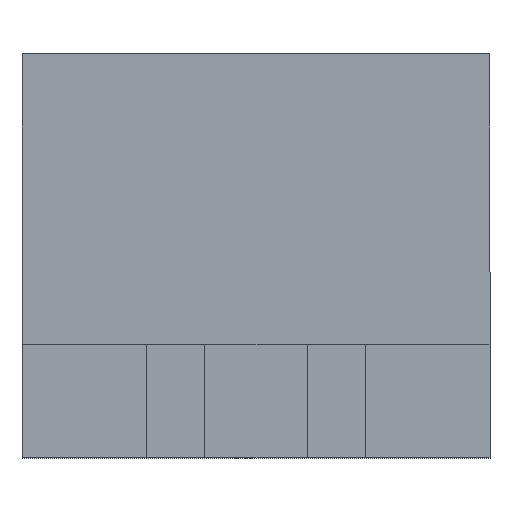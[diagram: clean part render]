
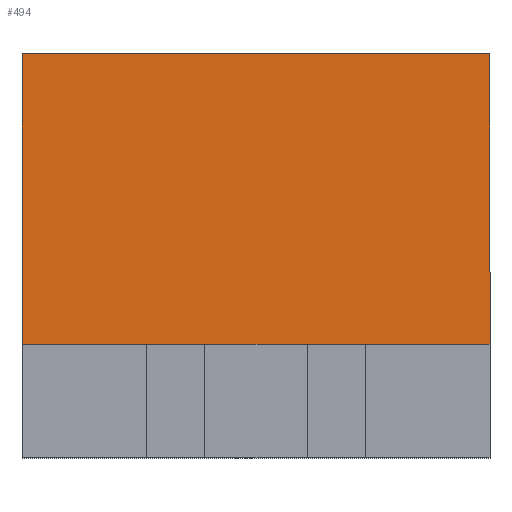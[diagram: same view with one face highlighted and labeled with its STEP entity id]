
A CAD part, top view. The second image highlights one B-rep face of the part: STEP entity #494.
In plain terms, the highlighted planar face has unit normal (0, 0, 1).
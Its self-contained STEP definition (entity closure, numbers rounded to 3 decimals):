
#3 = VERTEX_POINT ( 'NONE', #425 ) ;
#9 = FACE_OUTER_BOUND ( 'NONE', #118, .T. ) ;
#19 = EDGE_CURVE ( 'NONE', #386, #284, #396, .T. ) ;
#60 = DIRECTION ( 'NONE',  ( -1., 0., 0. ) ) ;
#89 = CARTESIAN_POINT ( 'NONE',  ( 0., 0., 2. ) ) ;
#96 = LINE ( 'NONE', #461, #342 ) ;
#118 = EDGE_LOOP ( 'NONE', ( #155, #362, #343, #298 ) ) ;
#131 = PLANE ( 'NONE',  #388 ) ;
#154 = DIRECTION ( 'NONE',  ( -1., 0., 0. ) ) ;
#155 = ORIENTED_EDGE ( 'NONE', *, *, #19, .F. ) ;
#170 = DIRECTION ( 'NONE',  ( 0., 1., 0. ) ) ;
#263 = CARTESIAN_POINT ( 'NONE',  ( -6., -2.269, 2. ) ) ;
#271 = CARTESIAN_POINT ( 'NONE',  ( -6., 5.181, 2. ) ) ;
#284 = VERTEX_POINT ( 'NONE', #263 ) ;
#285 = VECTOR ( 'NONE', #154, 1000. ) ;
#292 = CARTESIAN_POINT ( 'NONE',  ( 6., -2.269, 2. ) ) ;
#295 = DIRECTION ( 'NONE',  ( 0., -1., 0. ) ) ;
#298 = ORIENTED_EDGE ( 'NONE', *, *, #510, .T. ) ;
#318 = VECTOR ( 'NONE', #60, 1000. ) ;
#319 = EDGE_CURVE ( 'NONE', #386, #3, #416, .T. ) ;
#342 = VECTOR ( 'NONE', #295, 1000. ) ;
#343 = ORIENTED_EDGE ( 'NONE', *, *, #382, .T. ) ;
#347 = CARTESIAN_POINT ( 'NONE',  ( -6., -2.269, 2. ) ) ;
#357 = LINE ( 'NONE', #401, #285 ) ;
#362 = ORIENTED_EDGE ( 'NONE', *, *, #319, .T. ) ;
#375 = CARTESIAN_POINT ( 'NONE',  ( 6., 5.181, 2. ) ) ;
#382 = EDGE_CURVE ( 'NONE', #3, #435, #357, .T. ) ;
#383 = DIRECTION ( 'NONE',  ( -1., 0., 0. ) ) ;
#386 = VERTEX_POINT ( 'NONE', #292 ) ;
#388 = AXIS2_PLACEMENT_3D ( 'NONE', #89, #469, #383 ) ;
#396 = LINE ( 'NONE', #347, #318 ) ;
#401 = CARTESIAN_POINT ( 'NONE',  ( -6., 5.181, 2. ) ) ;
#416 = LINE ( 'NONE', #375, #518 ) ;
#425 = CARTESIAN_POINT ( 'NONE',  ( 6., 5.181, 2. ) ) ;
#435 = VERTEX_POINT ( 'NONE', #271 ) ;
#461 = CARTESIAN_POINT ( 'NONE',  ( -6., -5.181, 2. ) ) ;
#469 = DIRECTION ( 'NONE',  ( 0., 0., -1. ) ) ;
#494 = ADVANCED_FACE ( 'NONE', ( #9 ), #131, .F. ) ;
#510 = EDGE_CURVE ( 'NONE', #435, #284, #96, .T. ) ;
#518 = VECTOR ( 'NONE', #170, 1000. ) ;
